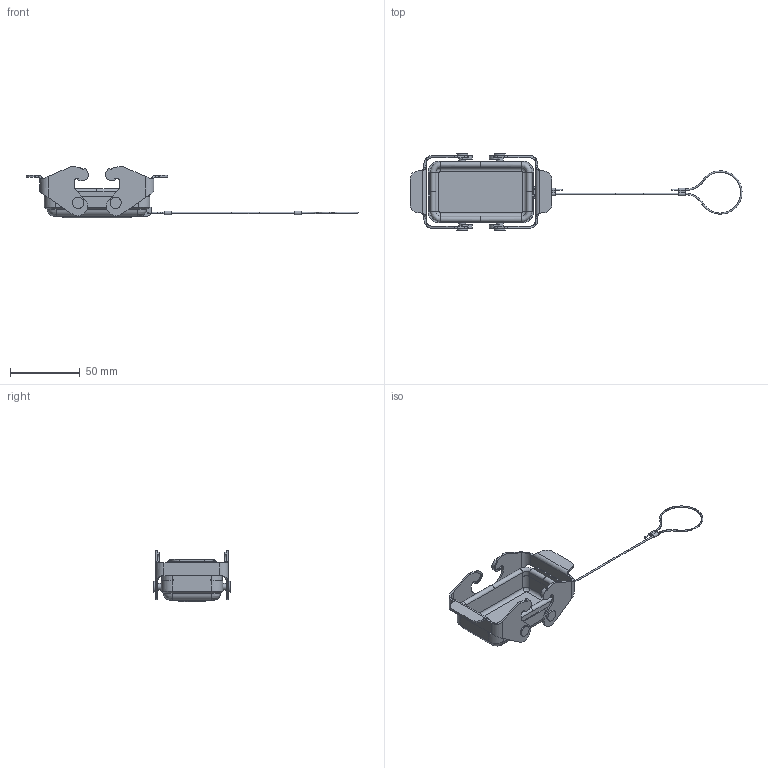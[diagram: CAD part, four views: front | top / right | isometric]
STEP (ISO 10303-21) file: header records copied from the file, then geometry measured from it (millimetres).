
FILE_DESCRIPTION(/* description */ (''),/* implementation_level */ '2;1');
FILE_NAME(/* name */ 'c146 10z010 200 1nxc001-01.stp',/* time_stamp */ '2020-02-05T10:58:29+01:00',/* author */ (''),/* organization */ (''),/* preprocessor_version */ 'ST-DEVELOPER v16.7',/* originating_system */ 'SIEMENS PLM Software NX 12.0',/* authorisation */ '');
FILE_SCHEMA (('AUTOMOTIVE_DESIGN { 1 0 10303 214 3 1 1 1 }'));
Length unit declared in the file: millimetre
Products named in the file (1): c146 10z010 200 1nxc001-01
Bounding box: 237.33 x 54.35 x 36.59 mm (x, y, z)
Volume: 26771 mm3; surface area: 25374.1 mm2
Topology: 1 solids, 1 shells, 337 faces, 852 edges, 525 vertices
Faces by surface type: plane 128, cylinder 124, bspline 81, revolution 4
Full cylindrical faces by diameter (mm): 1 x1, 4.8 x4, 8 x4, 16 x1
Entity records: 13788 total; most frequent: CARTESIAN_POINT 5020, ORIENTED_EDGE 1628, DIRECTION 1402, EDGE_CURVE 814, AXIS2_PLACEMENT_3D 526, VERTEX_POINT 518, EDGE_LOOP 384, LINE 346
